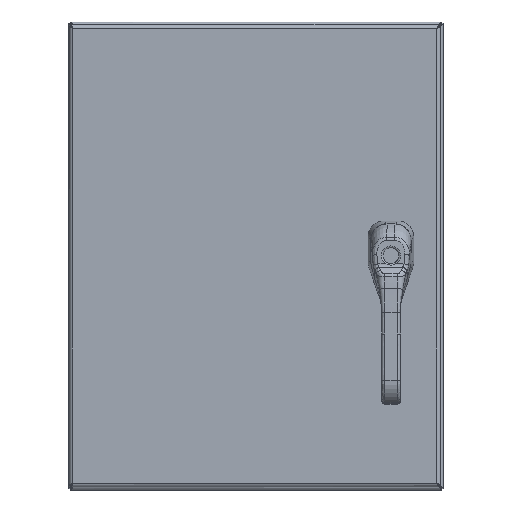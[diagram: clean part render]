
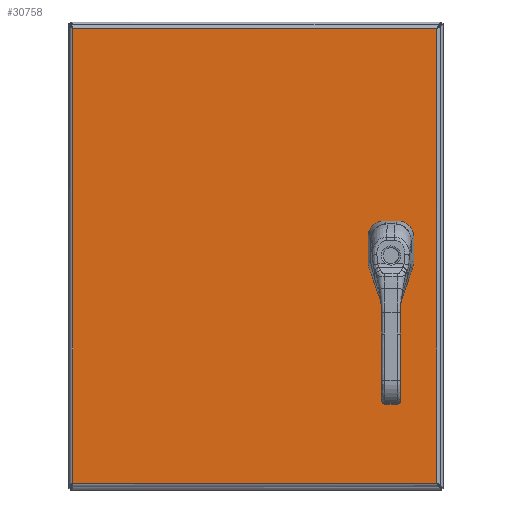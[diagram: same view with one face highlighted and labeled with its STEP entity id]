
A CAD part, top view. The second image highlights one B-rep face of the part: STEP entity #30758.
In plain terms, the highlighted face is planar.
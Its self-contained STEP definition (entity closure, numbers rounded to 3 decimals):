
#2438=FACE_BOUND('',#6798,.T.);
#2439=FACE_BOUND('',#6799,.T.);
#2440=FACE_BOUND('',#6800,.T.);
#2441=FACE_BOUND('',#6801,.T.);
#2729=CIRCLE('',#32768,0.453);
#2731=CIRCLE('',#32772,0.453);
#2733=CIRCLE('',#32776,0.453);
#2735=CIRCLE('',#32780,0.453);
#2737=CIRCLE('',#32784,0.141);
#2739=CIRCLE('',#32787,0.141);
#2741=CIRCLE('',#32790,0.141);
#4714=FACE_OUTER_BOUND('',#6797,.T.);
#6797=EDGE_LOOP('',(#21266,#21267,#21268,#21269));
#6798=EDGE_LOOP('',(#21270,#21271,#21272,#21273,#21274,#21275,#21276,#21277));
#6799=EDGE_LOOP('',(#21278));
#6800=EDGE_LOOP('',(#21279));
#6801=EDGE_LOOP('',(#21280));
#9105=LINE('',#48004,#11155);
#9109=LINE('',#48016,#11159);
#9113=LINE('',#48028,#11163);
#9117=LINE('',#48038,#11167);
#9153=LINE('',#48135,#11203);
#9159=LINE('',#48217,#11209);
#9174=LINE('',#48317,#11224);
#9189=LINE('',#48416,#11239);
#11155=VECTOR('',#36776,0.425);
#11159=VECTOR('',#36788,0.425);
#11163=VECTOR('',#36800,0.425);
#11167=VECTOR('',#36812,0.425);
#11203=VECTOR('',#36892,19.445);
#11209=VECTOR('',#36904,15.57);
#11224=VECTOR('',#36933,19.445);
#11239=VECTOR('',#36962,15.57);
#13205=VERTEX_POINT('',#47995);
#13206=VERTEX_POINT('',#47997);
#13208=VERTEX_POINT('',#48003);
#13210=VERTEX_POINT('',#48009);
#13212=VERTEX_POINT('',#48015);
#13214=VERTEX_POINT('',#48021);
#13216=VERTEX_POINT('',#48027);
#13218=VERTEX_POINT('',#48033);
#13220=VERTEX_POINT('',#48042);
#13222=VERTEX_POINT('',#48047);
#13224=VERTEX_POINT('',#48052);
#13249=VERTEX_POINT('',#48126);
#13250=VERTEX_POINT('',#48134);
#13255=VERTEX_POINT('',#48209);
#13265=VERTEX_POINT('',#48309);
#16128=EDGE_CURVE('',#13206,#13205,#2729,.T.);
#16131=EDGE_CURVE('',#13208,#13206,#9105,.T.);
#16134=EDGE_CURVE('',#13210,#13208,#2731,.T.);
#16137=EDGE_CURVE('',#13212,#13210,#9109,.T.);
#16140=EDGE_CURVE('',#13214,#13212,#2733,.T.);
#16143=EDGE_CURVE('',#13216,#13214,#9113,.T.);
#16146=EDGE_CURVE('',#13218,#13216,#2735,.T.);
#16149=EDGE_CURVE('',#13205,#13218,#9117,.T.);
#16151=EDGE_CURVE('',#13220,#13220,#2737,.T.);
#16153=EDGE_CURVE('',#13222,#13222,#2739,.T.);
#16155=EDGE_CURVE('',#13224,#13224,#2741,.T.);
#16192=EDGE_CURVE('',#13250,#13249,#9153,.T.);
#16202=EDGE_CURVE('',#13249,#13255,#9159,.T.);
#16221=EDGE_CURVE('',#13255,#13265,#9174,.T.);
#16240=EDGE_CURVE('',#13265,#13250,#9189,.T.);
#21266=ORIENTED_EDGE('',*,*,#16192,.T.);
#21267=ORIENTED_EDGE('',*,*,#16202,.T.);
#21268=ORIENTED_EDGE('',*,*,#16221,.T.);
#21269=ORIENTED_EDGE('',*,*,#16240,.T.);
#21270=ORIENTED_EDGE('',*,*,#16128,.T.);
#21271=ORIENTED_EDGE('',*,*,#16149,.T.);
#21272=ORIENTED_EDGE('',*,*,#16146,.T.);
#21273=ORIENTED_EDGE('',*,*,#16143,.T.);
#21274=ORIENTED_EDGE('',*,*,#16140,.T.);
#21275=ORIENTED_EDGE('',*,*,#16137,.T.);
#21276=ORIENTED_EDGE('',*,*,#16134,.T.);
#21277=ORIENTED_EDGE('',*,*,#16131,.T.);
#21278=ORIENTED_EDGE('',*,*,#16151,.T.);
#21279=ORIENTED_EDGE('',*,*,#16153,.T.);
#21280=ORIENTED_EDGE('',*,*,#16155,.T.);
#29442=PLANE('',#32827);
#30758=ADVANCED_FACE('',(#4714,#2438,#2439,#2440,#2441),#29442,.F.);
#32768=AXIS2_PLACEMENT_3D('',#47998,#36770,#36771);
#32772=AXIS2_PLACEMENT_3D('',#48010,#36782,#36783);
#32776=AXIS2_PLACEMENT_3D('',#48022,#36794,#36795);
#32780=AXIS2_PLACEMENT_3D('',#48034,#36806,#36807);
#32784=AXIS2_PLACEMENT_3D('',#48043,#36817,#36818);
#32787=AXIS2_PLACEMENT_3D('',#48048,#36823,#36824);
#32790=AXIS2_PLACEMENT_3D('',#48053,#36829,#36830);
#32827=AXIS2_PLACEMENT_3D('',#48502,#36987,#36988);
#36770=DIRECTION('center_axis',(0.,0.,1.));
#36771=DIRECTION('ref_axis',(-0.469,-0.883,0.));
#36776=DIRECTION('',(0.,1.,0.));
#36782=DIRECTION('center_axis',(0.,0.,1.));
#36783=DIRECTION('ref_axis',(-0.883,0.469,0.));
#36788=DIRECTION('',(1.,0.,0.));
#36794=DIRECTION('center_axis',(0.,0.,1.));
#36795=DIRECTION('ref_axis',(0.469,0.883,0.));
#36800=DIRECTION('',(0.,-1.,0.));
#36806=DIRECTION('center_axis',(0.,0.,1.));
#36807=DIRECTION('ref_axis',(0.883,-0.469,0.));
#36812=DIRECTION('',(-1.,0.,0.));
#36817=DIRECTION('center_axis',(0.,0.,1.));
#36818=DIRECTION('ref_axis',(1.,0.,0.));
#36823=DIRECTION('center_axis',(0.,0.,1.));
#36824=DIRECTION('ref_axis',(1.,0.,0.));
#36829=DIRECTION('center_axis',(0.,0.,1.));
#36830=DIRECTION('ref_axis',(1.,0.,0.));
#36892=DIRECTION('',(0.,-1.,0.));
#36904=DIRECTION('',(-1.,0.,0.));
#36933=DIRECTION('',(0.,1.,0.));
#36962=DIRECTION('',(1.,0.,0.));
#36987=DIRECTION('center_axis',(0.,0.,1.));
#36988=DIRECTION('ref_axis',(1.,0.,0.));
#47995=CARTESIAN_POINT('',(2.338,10.275,0.));
#47997=CARTESIAN_POINT('',(2.525,10.088,0.));
#47998=CARTESIAN_POINT('Origin',(2.125,9.875,0.));
#48003=CARTESIAN_POINT('',(2.525,9.662,0.));
#48004=CARTESIAN_POINT('',(2.525,9.981,0.));
#48009=CARTESIAN_POINT('',(2.338,9.475,0.));
#48010=CARTESIAN_POINT('Origin',(2.125,9.875,0.));
#48015=CARTESIAN_POINT('',(1.912,9.475,0.));
#48016=CARTESIAN_POINT('',(5.138,9.475,0.));
#48021=CARTESIAN_POINT('',(1.725,9.662,0.));
#48022=CARTESIAN_POINT('Origin',(2.125,9.875,0.));
#48027=CARTESIAN_POINT('',(1.725,10.088,0.));
#48028=CARTESIAN_POINT('',(1.725,9.769,0.));
#48033=CARTESIAN_POINT('',(1.912,10.275,0.));
#48034=CARTESIAN_POINT('Origin',(2.125,9.875,0.));
#48038=CARTESIAN_POINT('',(4.925,10.275,0.));
#48042=CARTESIAN_POINT('',(1.984,8.497,0.));
#48043=CARTESIAN_POINT('Origin',(2.125,8.497,0.));
#48047=CARTESIAN_POINT('',(1.984,8.989,0.));
#48048=CARTESIAN_POINT('Origin',(2.125,8.989,0.));
#48052=CARTESIAN_POINT('',(1.984,10.76,0.));
#48053=CARTESIAN_POINT('Origin',(2.125,10.76,0.));
#48126=CARTESIAN_POINT('',(15.722,0.153,0.));
#48134=CARTESIAN_POINT('',(15.722,19.597,0.));
#48135=CARTESIAN_POINT('',(15.722,14.736,0.));
#48209=CARTESIAN_POINT('',(0.153,0.153,0.));
#48217=CARTESIAN_POINT('',(11.83,0.153,0.));
#48309=CARTESIAN_POINT('',(0.153,19.597,0.));
#48317=CARTESIAN_POINT('',(0.153,5.014,0.));
#48416=CARTESIAN_POINT('',(4.045,19.597,0.));
#48502=CARTESIAN_POINT('Origin',(7.938,9.875,0.));
